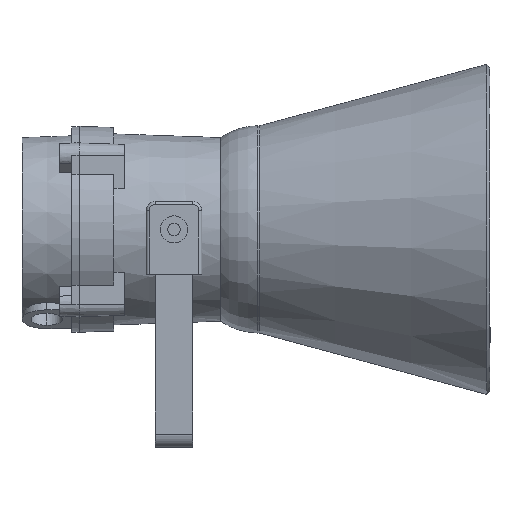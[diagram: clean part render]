
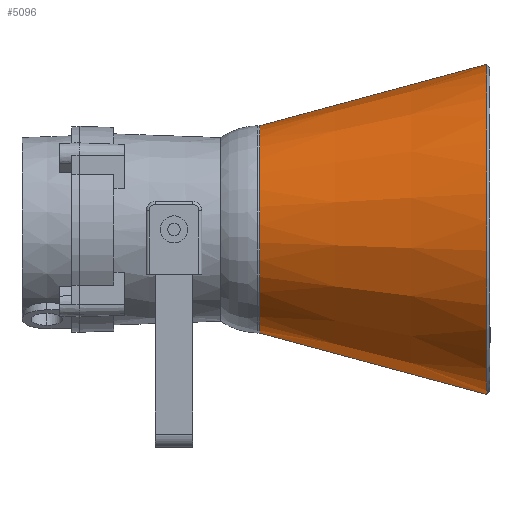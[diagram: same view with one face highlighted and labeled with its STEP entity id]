
A CAD part, front view. The second image highlights one B-rep face of the part: STEP entity #5096.
In plain terms, the highlighted conical face has half-angle 15.149 degrees and reference radius 109.781 mm.
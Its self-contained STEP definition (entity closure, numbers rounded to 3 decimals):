
#28 = AXIS2_PLACEMENT_3D ( 'NONE', #414, #4169, #1964 ) ;
#367 = CARTESIAN_POINT ( 'NONE',  ( -176.941, 0., -109.781 ) ) ;
#414 = CARTESIAN_POINT ( 'NONE',  ( -176.941, 0., 0. ) ) ;
#823 = LINE ( 'NONE', #3618, #3508 ) ;
#1503 = CARTESIAN_POINT ( 'NONE',  ( -176.941, 0., -109.781 ) ) ;
#1533 = VERTEX_POINT ( 'NONE', #1954 ) ;
#1602 = EDGE_CURVE ( 'NONE', #5704, #6902, #823, .T. ) ;
#1802 = CONICAL_SURFACE ( 'NONE', #28, 109.781, 0.264 ) ;
#1860 = AXIS2_PLACEMENT_3D ( 'NONE', #5465, #2268, #6008 ) ;
#1954 = CARTESIAN_POINT ( 'NONE',  ( -26., 0., -68.916 ) ) ;
#1964 = DIRECTION ( 'NONE',  ( 0., 0., 1. ) ) ;
#2022 = ORIENTED_EDGE ( 'NONE', *, *, #6399, .F. ) ;
#2150 = LINE ( 'NONE', #367, #5918 ) ;
#2268 = DIRECTION ( 'NONE',  ( 1., 0., 0. ) ) ;
#2417 = CARTESIAN_POINT ( 'NONE',  ( -26., 0., 68.916 ) ) ;
#2646 = CARTESIAN_POINT ( 'NONE',  ( -26., 0., 0. ) ) ;
#3069 = DIRECTION ( 'NONE',  ( -0.965, 0., 0.261 ) ) ;
#3170 = DIRECTION ( 'NONE',  ( 0., 0., -1. ) ) ;
#3508 = VECTOR ( 'NONE', #3069, 1000. ) ;
#3618 = CARTESIAN_POINT ( 'NONE',  ( -176.941, 0., 109.781 ) ) ;
#4169 = DIRECTION ( 'NONE',  ( -1., 0., 0. ) ) ;
#4496 = EDGE_CURVE ( 'NONE', #1533, #5102, #2150, .T. ) ;
#4552 = CIRCLE ( 'NONE', #1860, 109.781 ) ;
#4664 = DIRECTION ( 'NONE',  ( -0.965, 0., -0.261 ) ) ;
#4985 = FACE_OUTER_BOUND ( 'NONE', #6900, .T. ) ;
#5096 = ADVANCED_FACE ( 'NONE', ( #4985 ), #1802, .T. ) ;
#5102 = VERTEX_POINT ( 'NONE', #1503 ) ;
#5465 = CARTESIAN_POINT ( 'NONE',  ( -176.941, 0., 0. ) ) ;
#5704 = VERTEX_POINT ( 'NONE', #2417 ) ;
#5918 = VECTOR ( 'NONE', #4664, 1000. ) ;
#6008 = DIRECTION ( 'NONE',  ( 0., 0., -1. ) ) ;
#6160 = ORIENTED_EDGE ( 'NONE', *, *, #4496, .T. ) ;
#6393 = DIRECTION ( 'NONE',  ( 1., 0., 0. ) ) ;
#6399 = EDGE_CURVE ( 'NONE', #1533, #5704, #6478, .T. ) ;
#6433 = CARTESIAN_POINT ( 'NONE',  ( -176.941, 0., 109.781 ) ) ;
#6478 = CIRCLE ( 'NONE', #6668, 68.916 ) ;
#6498 = ORIENTED_EDGE ( 'NONE', *, *, #6512, .T. ) ;
#6512 = EDGE_CURVE ( 'NONE', #5102, #6902, #4552, .T. ) ;
#6668 = AXIS2_PLACEMENT_3D ( 'NONE', #2646, #6393, #3170 ) ;
#6854 = ORIENTED_EDGE ( 'NONE', *, *, #1602, .F. ) ;
#6900 = EDGE_LOOP ( 'NONE', ( #2022, #6160, #6498, #6854 ) ) ;
#6902 = VERTEX_POINT ( 'NONE', #6433 ) ;
